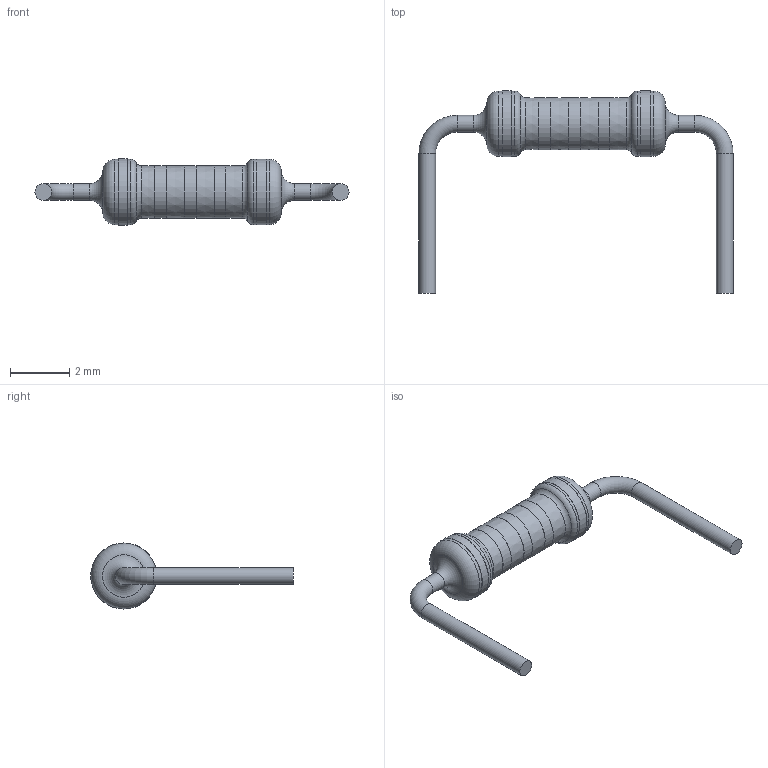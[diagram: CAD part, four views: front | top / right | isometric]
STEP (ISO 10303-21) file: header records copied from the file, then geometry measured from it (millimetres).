
FILE_DESCRIPTION (( 'STEP AP214' ), '1' );
FILE_NAME ('8.22KDirenc.STEP', '2024-03-11T13:20:40', ( 'USER' ), ( '' ), 'SwSTEP 2.0', 'SolidWorks 2010', '' );
FILE_SCHEMA (( 'AUTOMOTIVE_DESIGN' ));
Length unit declared in the file: millimetre
Products named in the file (1): 8.22KDirenc
Bounding box: 10.56 x 6.81 x 2.22 mm (x, y, z)
Volume: 21 mm3; surface area: 67.9 mm2
Topology: 1 solids, 1 shells, 39 faces, 75 edges, 48 vertices
Faces by surface type: cylinder 13, plane 12, torus 10, cone 4
Full cylindrical faces by diameter (mm): 0.56 x4, 1.761 x3, 2.2 x4, 2.214 x1, 2.224 x1
Entity records: 1039 total; most frequent: DIRECTION 156, CARTESIAN_POINT 116, AXIS2_PLACEMENT_3D 78, EDGE_LOOP 76, ORIENTED_EDGE 76, FACE_OUTER_BOUND 62, ADVANCED_FACE 39, EDGE_CURVE 38
